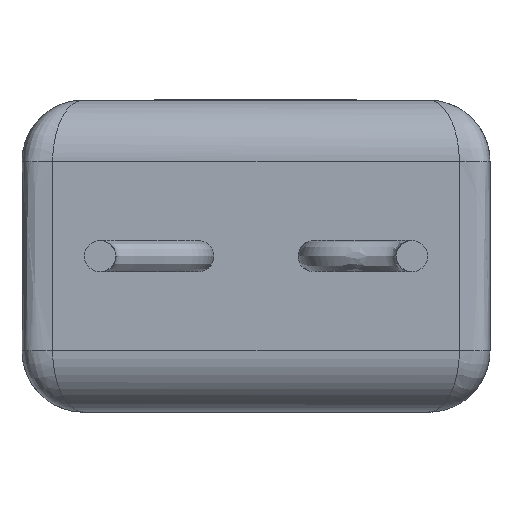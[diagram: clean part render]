
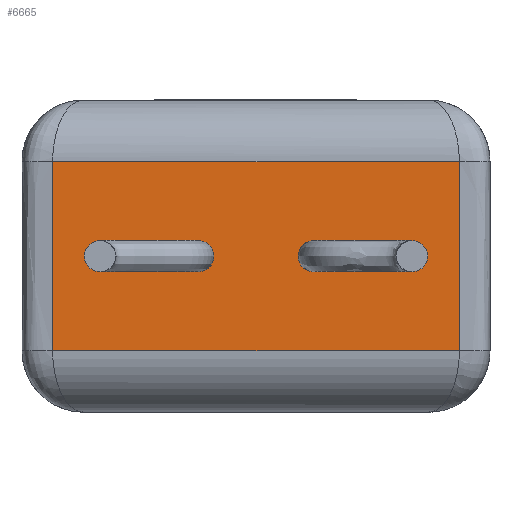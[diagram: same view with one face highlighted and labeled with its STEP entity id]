
A CAD part, front view. The second image highlights one B-rep face of the part: STEP entity #6665.
In plain terms, the highlighted planar face has unit normal (0, -1, 0).
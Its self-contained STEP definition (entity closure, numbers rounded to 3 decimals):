
#109 = EDGE_CURVE ( 'NONE', #1562, #1725, #2254, .T. ) ;
#209 = CIRCLE ( 'NONE', #3738, 0.255 ) ;
#424 = EDGE_CURVE ( 'NONE', #483, #4681, #5411, .T. ) ;
#483 = VERTEX_POINT ( 'NONE', #4343 ) ;
#522 = DIRECTION ( 'NONE',  ( 0., 0., -1. ) ) ;
#568 = ORIENTED_EDGE ( 'NONE', *, *, #1818, .T. ) ;
#576 = EDGE_CURVE ( 'NONE', #3085, #4488, #3618, .T. ) ;
#623 = EDGE_LOOP ( 'NONE', ( #5232, #2604 ) ) ;
#672 = EDGE_CURVE ( 'NONE', #1725, #1562, #209, .T. ) ;
#674 = DIRECTION ( 'NONE',  ( 1., 0., 0. ) ) ;
#682 = FACE_OUTER_BOUND ( 'NONE', #4504, .T. ) ;
#707 = CARTESIAN_POINT ( 'NONE',  ( 7.12, 0., 1. ) ) ;
#732 = CARTESIAN_POINT ( 'NONE',  ( 4.75, 0., 2.54 ) ) ;
#1033 = CARTESIAN_POINT ( 'NONE',  ( 7.12, 0., 3.053 ) ) ;
#1035 = CARTESIAN_POINT ( 'NONE',  ( 0.5, 0., 1. ) ) ;
#1070 = VERTEX_POINT ( 'NONE', #2060 ) ;
#1223 = EDGE_CURVE ( 'NONE', #4681, #3085, #6248, .T. ) ;
#1309 = ORIENTED_EDGE ( 'NONE', *, *, #5546, .T. ) ;
#1319 = CARTESIAN_POINT ( 'NONE',  ( 0.5, 0., 4.08 ) ) ;
#1408 = FACE_BOUND ( 'NONE', #2262, .T. ) ;
#1556 = CARTESIAN_POINT ( 'NONE',  ( 7.12, 0., 4.08 ) ) ;
#1562 = VERTEX_POINT ( 'NONE', #4024 ) ;
#1725 = VERTEX_POINT ( 'NONE', #2719 ) ;
#1781 = DIRECTION ( 'NONE',  ( 0., 0., -1. ) ) ;
#1818 = EDGE_CURVE ( 'NONE', #1070, #3728, #2709, .T. ) ;
#1851 = EDGE_CURVE ( 'NONE', #4488, #483, #4617, .T. ) ;
#1947 = CARTESIAN_POINT ( 'NONE',  ( 0., 0., 5.08 ) ) ;
#1966 = AXIS2_PLACEMENT_3D ( 'NONE', #732, #4305, #1781 ) ;
#2060 = CARTESIAN_POINT ( 'NONE',  ( 4.75, 0., 2.795 ) ) ;
#2074 = AXIS2_PLACEMENT_3D ( 'NONE', #5697, #5677, #522 ) ;
#2254 = CIRCLE ( 'NONE', #3094, 0.255 ) ;
#2262 = EDGE_LOOP ( 'NONE', ( #568, #1309 ) ) ;
#2604 = ORIENTED_EDGE ( 'NONE', *, *, #672, .F. ) ;
#2677 = DIRECTION ( 'NONE',  ( 0., -1., 0. ) ) ;
#2709 = CIRCLE ( 'NONE', #1966, 0.255 ) ;
#2719 = CARTESIAN_POINT ( 'NONE',  ( 2.87, 0., 2.285 ) ) ;
#2882 = DIRECTION ( 'NONE',  ( 0., 1., 0. ) ) ;
#3063 = ORIENTED_EDGE ( 'NONE', *, *, #424, .T. ) ;
#3077 = CARTESIAN_POINT ( 'NONE',  ( 7.12, 0., 1. ) ) ;
#3085 = VERTEX_POINT ( 'NONE', #707 ) ;
#3094 = AXIS2_PLACEMENT_3D ( 'NONE', #5081, #3972, #3435 ) ;
#3166 = DIRECTION ( 'NONE',  ( 0., 0., 1. ) ) ;
#3267 = FACE_BOUND ( 'NONE', #623, .T. ) ;
#3355 = CARTESIAN_POINT ( 'NONE',  ( 0.5, 0., 2.027 ) ) ;
#3435 = DIRECTION ( 'NONE',  ( 0., 0., 1. ) ) ;
#3618 = B_SPLINE_CURVE_WITH_KNOTS ( 'NONE', 3,
 ( #3077, #6684, #1033, #1556 ),
 .UNSPECIFIED., .F., .F.,
 ( 4, 4 ),
 ( 0.197, 0.803 ),
 .UNSPECIFIED. ) ;
#3728 = VERTEX_POINT ( 'NONE', #3924 ) ;
#3737 = VECTOR ( 'NONE', #5392, 1000. ) ;
#3738 = AXIS2_PLACEMENT_3D ( 'NONE', #5749, #2677, #3166 ) ;
#3924 = CARTESIAN_POINT ( 'NONE',  ( 4.75, 0., 2.285 ) ) ;
#3972 = DIRECTION ( 'NONE',  ( 0., -1., 0. ) ) ;
#4024 = CARTESIAN_POINT ( 'NONE',  ( 2.87, 0., 2.795 ) ) ;
#4073 = ORIENTED_EDGE ( 'NONE', *, *, #576, .T. ) ;
#4305 = DIRECTION ( 'NONE',  ( 0., 1., 0. ) ) ;
#4343 = CARTESIAN_POINT ( 'NONE',  ( 0.5, 0., 4.08 ) ) ;
#4476 = DIRECTION ( 'NONE',  ( 0., 0., 1. ) ) ;
#4488 = VERTEX_POINT ( 'NONE', #6092 ) ;
#4504 = EDGE_LOOP ( 'NONE', ( #3063, #4510, #4073, #6348 ) ) ;
#4510 = ORIENTED_EDGE ( 'NONE', *, *, #1223, .T. ) ;
#4617 = LINE ( 'NONE', #5374, #3737 ) ;
#4681 = VERTEX_POINT ( 'NONE', #1035 ) ;
#5081 = CARTESIAN_POINT ( 'NONE',  ( 2.87, 0., 2.54 ) ) ;
#5142 = CARTESIAN_POINT ( 'NONE',  ( 7.12, 0., 1. ) ) ;
#5232 = ORIENTED_EDGE ( 'NONE', *, *, #109, .F. ) ;
#5374 = CARTESIAN_POINT ( 'NONE',  ( 0., 0., 4.08 ) ) ;
#5392 = DIRECTION ( 'NONE',  ( -1., 0., 0. ) ) ;
#5411 = B_SPLINE_CURVE_WITH_KNOTS ( 'NONE', 3,
 ( #1319, #5983, #3355, #5955 ),
 .UNSPECIFIED., .F., .F.,
 ( 4, 4 ),
 ( 0.197, 0.803 ),
 .UNSPECIFIED. ) ;
#5546 = EDGE_CURVE ( 'NONE', #3728, #1070, #6334, .T. ) ;
#5677 = DIRECTION ( 'NONE',  ( 0., 1., 0. ) ) ;
#5697 = CARTESIAN_POINT ( 'NONE',  ( 4.75, 0., 2.54 ) ) ;
#5749 = CARTESIAN_POINT ( 'NONE',  ( 2.87, 0., 2.54 ) ) ;
#5951 = PLANE ( 'NONE',  #6471 ) ;
#5955 = CARTESIAN_POINT ( 'NONE',  ( 0.5, 0., 1. ) ) ;
#5983 = CARTESIAN_POINT ( 'NONE',  ( 0.5, 0., 3.053 ) ) ;
#6092 = CARTESIAN_POINT ( 'NONE',  ( 7.12, 0., 4.08 ) ) ;
#6248 = LINE ( 'NONE', #5142, #6421 ) ;
#6334 = CIRCLE ( 'NONE', #2074, 0.255 ) ;
#6348 = ORIENTED_EDGE ( 'NONE', *, *, #1851, .T. ) ;
#6421 = VECTOR ( 'NONE', #674, 1000. ) ;
#6471 = AXIS2_PLACEMENT_3D ( 'NONE', #1947, #2882, #4476 ) ;
#6665 = ADVANCED_FACE ( 'NONE', ( #1408, #682, #3267 ), #5951, .F. ) ;
#6684 = CARTESIAN_POINT ( 'NONE',  ( 7.12, 0., 2.027 ) ) ;
